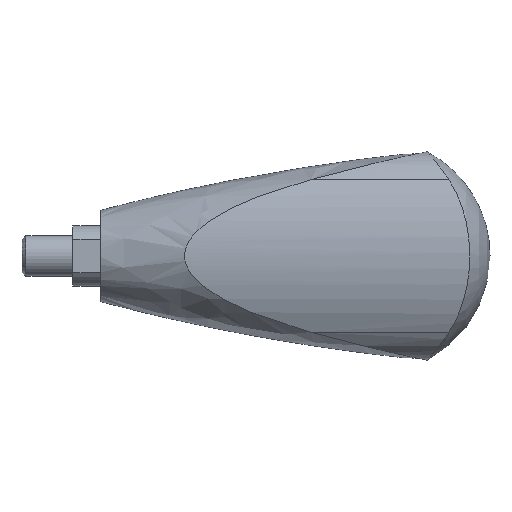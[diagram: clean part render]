
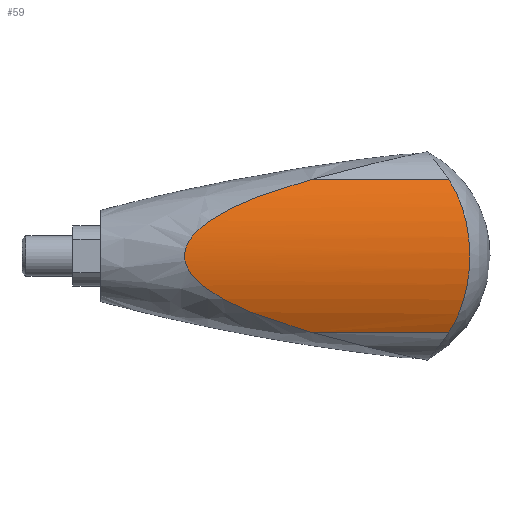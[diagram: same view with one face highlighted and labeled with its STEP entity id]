
A CAD part, top view. The second image highlights one B-rep face of the part: STEP entity #59.
In plain terms, the highlighted cylindrical face has radius 31.9 mm (diameter 63.8 mm), a partial arc.
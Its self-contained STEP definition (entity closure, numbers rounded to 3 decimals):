
#59 = ADVANCED_FACE( '', ( #121 ), #122, .T. );
#121 = FACE_OUTER_BOUND( '', #185, .T. );
#122 = CYLINDRICAL_SURFACE( '', #186, 31.9 );
#185 = EDGE_LOOP( '', ( #321, #322, #323, #324 ) );
#186 = AXIS2_PLACEMENT_3D( '', #325, #326, #327 );
#321 = ORIENTED_EDGE( '', *, *, #419, .F. );
#322 = ORIENTED_EDGE( '', *, *, #403, .T. );
#323 = ORIENTED_EDGE( '', *, *, #420, .F. );
#324 = ORIENTED_EDGE( '', *, *, #412, .F. );
#325 = CARTESIAN_POINT( '', ( 82.2, 0., -18.9 ) );
#326 = DIRECTION( '', ( 1., 0., 0. ) );
#327 = DIRECTION( '', ( 0., 0., 1. ) );
#403 = EDGE_CURVE( '', #470, #468, #471, .T. );
#412 = EDGE_CURVE( '', #480, #483, #484, .T. );
#419 = EDGE_CURVE( '', #470, #480, #494, .T. );
#420 = EDGE_CURVE( '', #483, #468, #495, .T. );
#468 = VERTEX_POINT( '', #570 );
#470 = VERTEX_POINT( '', #619 );
#471 = LINE( '', #620, #621 );
#480 = VERTEX_POINT( '', #649 );
#483 = VERTEX_POINT( '', #667 );
#484 = LINE( '', #668, #669 );
#494 = B_SPLINE_CURVE_WITH_KNOTS( '', 3, ( #749, #750, #751, #752, #753, #754, #755, #756, #757, #758, #759, #760, #761, #762, #763, #764, #765, #766, #767, #768, #769, #770, #771, #772, #773, #774 ), .UNSPECIFIED., .F., .F., ( 4, 2, 2, 2, 2, 2, 2, 2, 2, 2, 2, 2, 4 ), ( 0., 0.004, 0.006, 0.008, 0.012, 0.014, 0.016, 0.02, 0.022, 0.024, 0.028, 0.03, 0.033 ), .UNSPECIFIED. );
#495 = B_SPLINE_CURVE_WITH_KNOTS( '', 3, ( #775, #776, #777, #778, #779, #780, #781, #782, #783, #784, #785, #786, #787, #788, #789, #790, #791, #792, #793, #794, #795, #796, #797, #798, #799, #800, #801, #802, #803, #804, #805, #806, #807, #808, #809, #810, #811, #812, #813, #814, #815, #816, #817, #818, #819, #820, #821, #822, #823, #824 ), .UNSPECIFIED., .F., .F., ( 4, 2, 2, 2, 2, 2, 2, 2, 2, 2, 2, 2, 2, 2, 2, 2, 2, 2, 2, 2, 2, 2, 2, 2, 4 ), ( 0., 0.008, 0.011, 0.015, 0.019, 0.021, 0.023, 0.025, 0.026, 0.027, 0.028, 0.029, 0.03, 0.031, 0.031, 0.032, 0.033, 0.034, 0.036, 0.038, 0.042, 0.046, 0.05, 0.053, 0.061 ), .UNSPECIFIED. );
#570 = CARTESIAN_POINT( '', ( 46.776, 15., 9.253 ) );
#619 = CARTESIAN_POINT( '', ( 74.087, 15., 9.253 ) );
#620 = CARTESIAN_POINT( '', ( 82.2, 15., 9.253 ) );
#621 = VECTOR( '', #939, 1000. );
#649 = CARTESIAN_POINT( '', ( 74.087, -15., 9.253 ) );
#667 = CARTESIAN_POINT( '', ( 46.776, -15., 9.253 ) );
#668 = CARTESIAN_POINT( '', ( 82.2, -15., 9.253 ) );
#669 = VECTOR( '', #945, 1000. );
#749 = CARTESIAN_POINT( '', ( 74.087, 15., 9.253 ) );
#750 = CARTESIAN_POINT( '', ( 74.784, 13.955, 9.81 ) );
#751 = CARTESIAN_POINT( '', ( 75.383, 12.849, 10.325 ) );
#752 = CARTESIAN_POINT( '', ( 76.153, 11.099, 11.014 ) );
#753 = CARTESIAN_POINT( '', ( 76.388, 10.5, 11.229 ) );
#754 = CARTESIAN_POINT( '', ( 76.818, 9.272, 11.63 ) );
#755 = CARTESIAN_POINT( '', ( 77.013, 8.64, 11.815 ) );
#756 = CARTESIAN_POINT( '', ( 77.531, 6.714, 12.314 ) );
#757 = CARTESIAN_POINT( '', ( 77.786, 5.406, 12.567 ) );
#758 = CARTESIAN_POINT( '', ( 78.043, 3.406, 12.825 ) );
#759 = CARTESIAN_POINT( '', ( 78.107, 2.734, 12.89 ) );
#760 = CARTESIAN_POINT( '', ( 78.194, 1.376, 12.978 ) );
#761 = CARTESIAN_POINT( '', ( 78.216, 0.688, 13. ) );
#762 = CARTESIAN_POINT( '', ( 78.216, -1.364, 13. ) );
#763 = CARTESIAN_POINT( '', ( 78.13, -2.714, 12.913 ) );
#764 = CARTESIAN_POINT( '', ( 77.875, -4.716, 12.657 ) );
#765 = CARTESIAN_POINT( '', ( 77.769, -5.379, 12.55 ) );
#766 = CARTESIAN_POINT( '', ( 77.511, -6.696, 12.296 ) );
#767 = CARTESIAN_POINT( '', ( 77.359, -7.353, 12.148 ) );
#768 = CARTESIAN_POINT( '', ( 76.844, -9.27, 11.652 ) );
#769 = CARTESIAN_POINT( '', ( 76.418, -10.493, 11.251 ) );
#770 = CARTESIAN_POINT( '', ( 75.647, -12.248, 10.562 ) );
#771 = CARTESIAN_POINT( '', ( 75.368, -12.819, 10.317 ) );
#772 = CARTESIAN_POINT( '', ( 74.762, -13.935, 9.802 ) );
#773 = CARTESIAN_POINT( '', ( 74.436, -14.478, 9.532 ) );
#774 = CARTESIAN_POINT( '', ( 74.087, -15., 9.253 ) );
#775 = CARTESIAN_POINT( '', ( 46.776, -15., 9.253 ) );
#776 = CARTESIAN_POINT( '', ( 44.337, -14.341, 9.605 ) );
#777 = CARTESIAN_POINT( '', ( 41.924, -13.615, 9.963 ) );
#778 = CARTESIAN_POINT( '', ( 38.352, -12.385, 10.501 ) );
#779 = CARTESIAN_POINT( '', ( 37.169, -11.952, 10.681 ) );
#780 = CARTESIAN_POINT( '', ( 34.825, -11.025, 11.038 ) );
#781 = CARTESIAN_POINT( '', ( 33.663, -10.531, 11.217 ) );
#782 = CARTESIAN_POINT( '', ( 31.37, -9.463, 11.569 ) );
#783 = CARTESIAN_POINT( '', ( 30.245, -8.891, 11.743 ) );
#784 = CARTESIAN_POINT( '', ( 28.604, -7.949, 11.995 ) );
#785 = CARTESIAN_POINT( '', ( 28.064, -7.621, 12.078 ) );
#786 = CARTESIAN_POINT( '', ( 27.007, -6.927, 12.241 ) );
#787 = CARTESIAN_POINT( '', ( 26.487, -6.561, 12.321 ) );
#788 = CARTESIAN_POINT( '', ( 25.484, -5.782, 12.474 ) );
#789 = CARTESIAN_POINT( '', ( 25.001, -5.37, 12.548 ) );
#790 = CARTESIAN_POINT( '', ( 24.319, -4.704, 12.652 ) );
#791 = CARTESIAN_POINT( '', ( 24.098, -4.473, 12.686 ) );
#792 = CARTESIAN_POINT( '', ( 23.678, -3.996, 12.75 ) );
#793 = CARTESIAN_POINT( '', ( 23.479, -3.749, 12.78 ) );
#794 = CARTESIAN_POINT( '', ( 23.109, -3.239, 12.836 ) );
#795 = CARTESIAN_POINT( '', ( 22.937, -2.974, 12.862 ) );
#796 = CARTESIAN_POINT( '', ( 22.627, -2.421, 12.909 ) );
#797 = CARTESIAN_POINT( '', ( 22.489, -2.131, 12.93 ) );
#798 = CARTESIAN_POINT( '', ( 22.26, -1.529, 12.965 ) );
#799 = CARTESIAN_POINT( '', ( 22.171, -1.221, 12.978 ) );
#800 = CARTESIAN_POINT( '', ( 22.053, -0.593, 12.996 ) );
#801 = CARTESIAN_POINT( '', ( 22.024, -0.267, 13. ) );
#802 = CARTESIAN_POINT( '', ( 22.031, 0.375, 12.999 ) );
#803 = CARTESIAN_POINT( '', ( 22.066, 0.692, 12.994 ) );
#804 = CARTESIAN_POINT( '', ( 22.197, 1.319, 12.974 ) );
#805 = CARTESIAN_POINT( '', ( 22.294, 1.631, 12.96 ) );
#806 = CARTESIAN_POINT( '', ( 22.531, 2.224, 12.924 ) );
#807 = CARTESIAN_POINT( '', ( 22.672, 2.509, 12.902 ) );
#808 = CARTESIAN_POINT( '', ( 22.992, 3.062, 12.854 ) );
#809 = CARTESIAN_POINT( '', ( 23.171, 3.33, 12.827 ) );
#810 = CARTESIAN_POINT( '', ( 23.743, 4.099, 12.74 ) );
#811 = CARTESIAN_POINT( '', ( 24.171, 4.566, 12.675 ) );
#812 = CARTESIAN_POINT( '', ( 25.084, 5.443, 12.535 ) );
#813 = CARTESIAN_POINT( '', ( 25.573, 5.855, 12.461 ) );
#814 = CARTESIAN_POINT( '', ( 27.082, 7.014, 12.229 ) );
#815 = CARTESIAN_POINT( '', ( 28.141, 7.687, 12.067 ) );
#816 = CARTESIAN_POINT( '', ( 30.315, 8.928, 11.732 ) );
#817 = CARTESIAN_POINT( '', ( 31.431, 9.493, 11.56 ) );
#818 = CARTESIAN_POINT( '', ( 33.704, 10.548, 11.211 ) );
#819 = CARTESIAN_POINT( '', ( 34.861, 11.039, 11.033 ) );
#820 = CARTESIAN_POINT( '', ( 37.2, 11.963, 10.676 ) );
#821 = CARTESIAN_POINT( '', ( 38.38, 12.395, 10.497 ) );
#822 = CARTESIAN_POINT( '', ( 41.942, 13.62, 9.96 ) );
#823 = CARTESIAN_POINT( '', ( 44.347, 14.343, 9.603 ) );
#824 = CARTESIAN_POINT( '', ( 46.776, 15., 9.253 ) );
#939 = DIRECTION( '', ( -1., 0., 0. ) );
#945 = DIRECTION( '', ( -1., 0., 0. ) );
